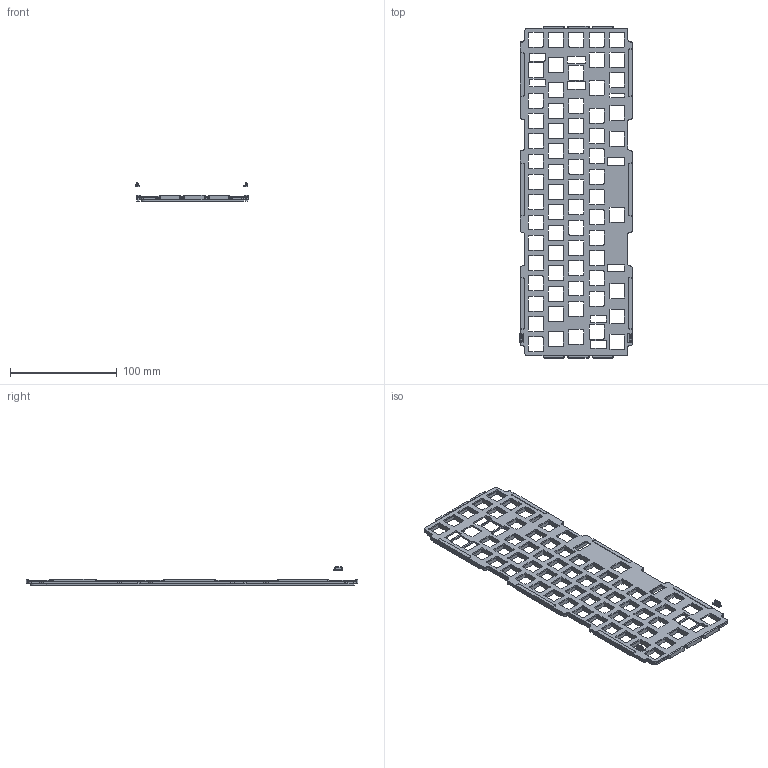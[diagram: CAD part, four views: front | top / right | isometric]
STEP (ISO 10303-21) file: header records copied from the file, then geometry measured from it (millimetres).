
FILE_DESCRIPTION(/* description */ (''),/* implementation_level */ '2;1');
FILE_NAME(/* name */ '渲染用改模的定位板.step',/* time_stamp */ '2021-03-07T11:01:55+08:00',/* author */ (''),/* organization */ (''),/* preprocessor_version */ 'ST-DEVELOPER v18.1',/* originating_system */ 'Autodesk Translation Framework v9.7.1.1290',/* authorisation */ '');
FILE_SCHEMA (('AUTOMOTIVE_DESIGN { 1 0 10303 214 3 1 1 }'));
Products named in the file (2): (未保存); 定位板
Assembly tree (1 placements, depth 2):
  (未保存)
    定位板
Bounding box: 105.4 x 311.21 x 17.54 mm (x, y, z)
Volume: 78833.1 mm3; surface area: 94161.3 mm2
Topology: 15 solids, 15 shells, 7038 faces, 19160 edges, 12744 vertices
Faces by surface type: plane 4493, cylinder 2491, bspline 54
Full cylindrical faces by diameter (mm): 1.5 x63, 1.9 x9, 2.9 x18, 3.9 x56, 4.5 x9, 4.8 x8
Entity records: 259061 total; most frequent: CARTESIAN_POINT 74020, DIRECTION 39713, ORIENTED_EDGE 38320, EDGE_CURVE 19160, AXIS2_PLACEMENT_3D 13845, VERTEX_POINT 12744, LINE 12023, VECTOR 12023
